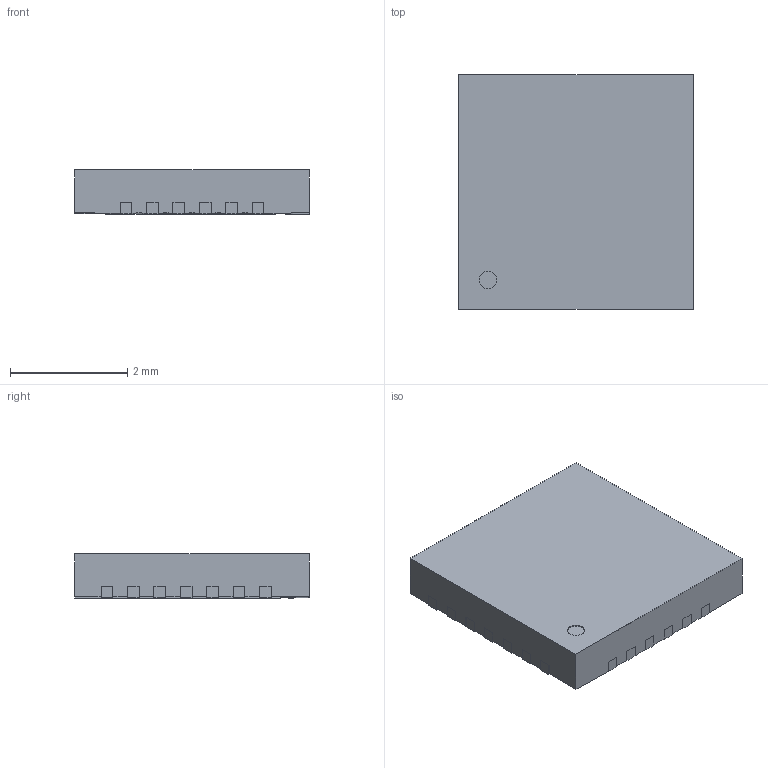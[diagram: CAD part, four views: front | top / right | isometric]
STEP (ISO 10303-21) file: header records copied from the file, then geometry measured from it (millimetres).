
FILE_DESCRIPTION (( 'STEP AP214' ), '1' );
FILE_NAME ('UP9636PQMY.stp', '2024-01-27T03:33:09', ( '' ), ( '' ), 'SwSTEP 2.0', 'SolidWorks 2020', '' );
FILE_SCHEMA (( 'AUTOMOTIVE_DESIGN' ));
Length unit declared in the file: millimetre
Products named in the file (1): UP9636PQMY
Bounding box: 4 x 4 x 0.76 mm (x, y, z)
Volume: 12 mm3; surface area: 44.6 mm2
Topology: 1 solids, 1 shells, 156 faces, 459 edges, 306 vertices
Faces by surface type: plane 137, cylinder 19
Entity records: 6728 total; most frequent: CARTESIAN_POINT 1126, ORIENTED_EDGE 918, DIRECTION 741, EDGE_CURVE 459, VECTOR 355, LINE 355, VERTEX_POINT 306, AXIS2_PLACEMENT_3D 193
